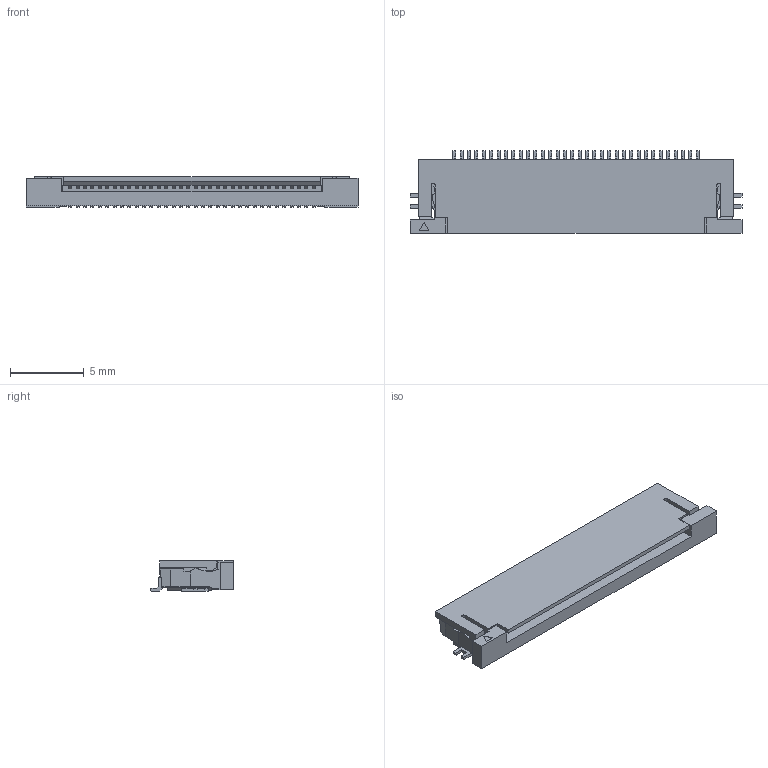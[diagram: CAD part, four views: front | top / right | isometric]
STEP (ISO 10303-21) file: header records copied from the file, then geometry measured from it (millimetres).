
FILE_DESCRIPTION(('STEP AP203'),'1');
FILE_NAME('0541043431.stp','2025-02-28T22:52:36',('TraceParts'),('TraceParts S.A.'),'Spatial InterOp 3D',' ',' ');
FILE_SCHEMA(('CONFIG_CONTROL_DESIGN'));
Length unit declared in the file: millimetre
Products named in the file (1): 1
Bounding box: 22.5 x 5.6 x 2.05 mm (x, y, z)
Surface area: 1218.8 mm2
Topology: 3 solids, 3 shells, 1938 faces, 5562 edges, 3688 vertices
Faces by surface type: plane 1762, cylinder 176
Entity records: 62374 total; most frequent: CARTESIAN_POINT 11191, ORIENTED_EDGE 11124, DIRECTION 9796, EDGE_CURVE 5562, LINE 5210, VECTOR 5210, VERTEX_POINT 3688, AXIS2_PLACEMENT_3D 2293
